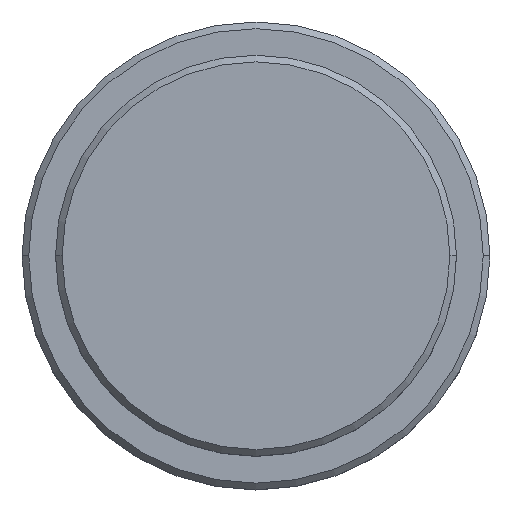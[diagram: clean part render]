
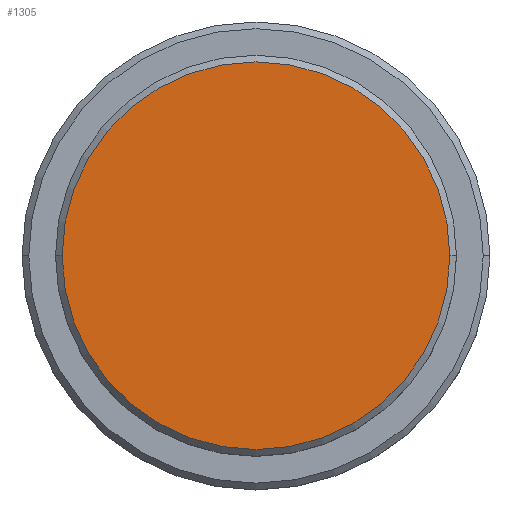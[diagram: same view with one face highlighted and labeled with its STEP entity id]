
A CAD part, top view. The second image highlights one B-rep face of the part: STEP entity #1305.
In plain terms, the highlighted planar face has unit normal (0, 0, 1).
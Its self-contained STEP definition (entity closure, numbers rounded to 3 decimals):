
#6 = DIRECTION ( 'NONE',  ( 1., 0., 0. ) ) ;
#103 = CARTESIAN_POINT ( 'NONE',  ( 0., 0., 0. ) ) ;
#113 = CARTESIAN_POINT ( 'NONE',  ( -14.5, 0., 0. ) ) ;
#120 = DIRECTION ( 'NONE',  ( 1., 0., 0. ) ) ;
#172 = ORIENTED_EDGE ( 'NONE', *, *, #1364, .T. ) ;
#226 = DIRECTION ( 'NONE',  ( 0., 0., 1. ) ) ;
#240 = AXIS2_PLACEMENT_3D ( 'NONE', #1188, #977, #6 ) ;
#293 = VERTEX_POINT ( 'NONE', #1207 ) ;
#307 = AXIS2_PLACEMENT_3D ( 'NONE', #1357, #537, #120 ) ;
#470 = ORIENTED_EDGE ( 'NONE', *, *, #1094, .T. ) ;
#537 = DIRECTION ( 'NONE',  ( 0., 0., 1. ) ) ;
#557 = CIRCLE ( 'NONE', #240, 14.5 ) ;
#662 = DIRECTION ( 'NONE',  ( 1., 0., 0. ) ) ;
#837 = EDGE_LOOP ( 'NONE', ( #470, #172 ) ) ;
#977 = DIRECTION ( 'NONE',  ( 0., 0., 1. ) ) ;
#1036 = FACE_OUTER_BOUND ( 'NONE', #837, .T. ) ;
#1044 = AXIS2_PLACEMENT_3D ( 'NONE', #103, #226, #662 ) ;
#1094 = EDGE_CURVE ( 'NONE', #1317, #293, #557, .T. ) ;
#1112 = CIRCLE ( 'NONE', #1044, 14.5 ) ;
#1188 = CARTESIAN_POINT ( 'NONE',  ( 0., 0., 0. ) ) ;
#1207 = CARTESIAN_POINT ( 'NONE',  ( 14.5, 0., 0. ) ) ;
#1251 = PLANE ( 'NONE',  #307 ) ;
#1305 = ADVANCED_FACE ( 'NONE', ( #1036 ), #1251, .T. ) ;
#1317 = VERTEX_POINT ( 'NONE', #113 ) ;
#1357 = CARTESIAN_POINT ( 'NONE',  ( 0., 0., 0. ) ) ;
#1364 = EDGE_CURVE ( 'NONE', #293, #1317, #1112, .T. ) ;
